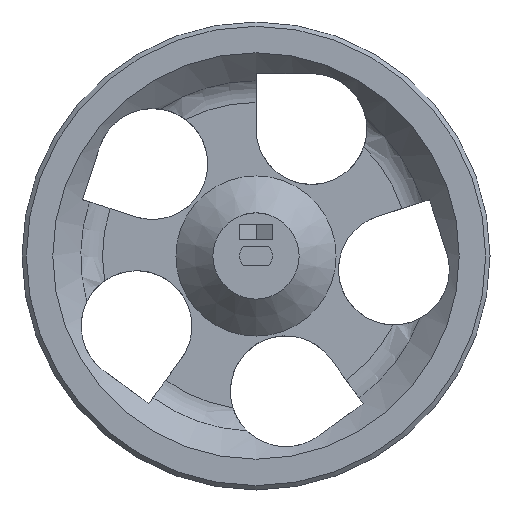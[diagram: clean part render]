
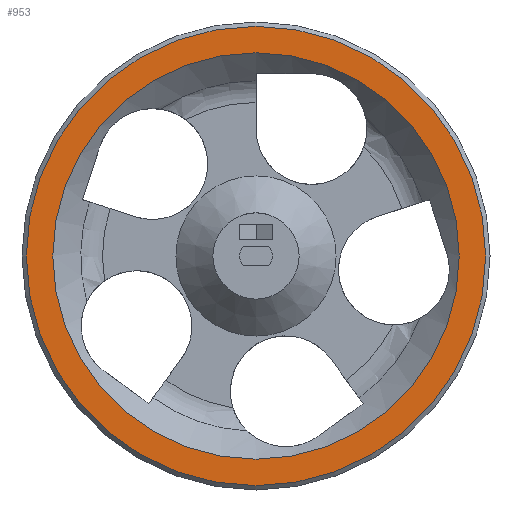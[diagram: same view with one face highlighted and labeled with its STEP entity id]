
A CAD part, front view. The second image highlights one B-rep face of the part: STEP entity #953.
In plain terms, the highlighted planar face has unit normal (0, -1, 0).
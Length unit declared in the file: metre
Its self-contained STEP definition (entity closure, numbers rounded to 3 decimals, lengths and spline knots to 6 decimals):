
#67=CIRCLE('',#1017,0.033);
#94=CIRCLE('',#1055,0.0373);
#192=ORIENTED_EDGE('',*,*,#449,.T.);
#193=ORIENTED_EDGE('',*,*,#397,.T.);
#397=EDGE_CURVE('',#532,#532,#67,.T.);
#449=EDGE_CURVE('',#574,#574,#94,.F.);
#532=VERTEX_POINT('',#1437);
#574=VERTEX_POINT('',#1607);
#781=EDGE_LOOP('',(#192));
#782=EDGE_LOOP('',(#193));
#859=FACE_BOUND('',#781,.T.);
#860=FACE_BOUND('',#782,.T.);
#912=PLANE('',#1054);
#953=ADVANCED_FACE('',(#859,#860),#912,.F.);
#1017=AXIS2_PLACEMENT_3D('',#1436,#1142,#1143);
#1054=AXIS2_PLACEMENT_3D('',#1605,#1226,#1227);
#1055=AXIS2_PLACEMENT_3D('',#1606,#1228,#1229);
#1142=DIRECTION('',(0.,1.,0.));
#1143=DIRECTION('',(0.,0.,1.));
#1226=DIRECTION('',(0.,1.,0.));
#1227=DIRECTION('',(0.,0.,1.));
#1228=DIRECTION('',(0.,1.,0.));
#1229=DIRECTION('',(0.,0.,1.));
#1436=CARTESIAN_POINT('',(0.,-0.01,0.));
#1437=CARTESIAN_POINT('',(0.,-0.01,0.033));
#1605=CARTESIAN_POINT('',(-0.0355,-0.01,0.));
#1606=CARTESIAN_POINT('',(0.,-0.01,0.));
#1607=CARTESIAN_POINT('',(0.,-0.01,0.0373));
